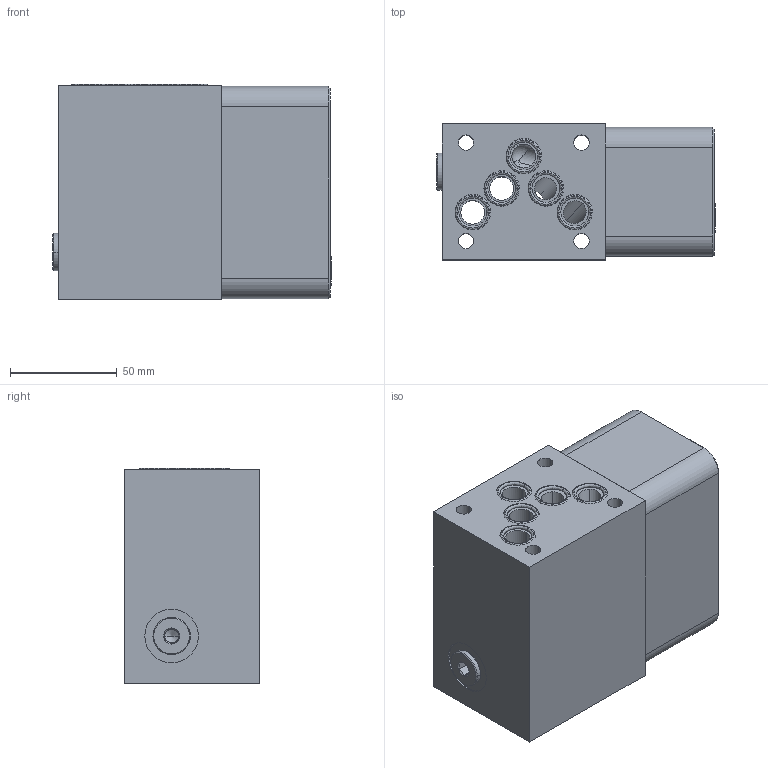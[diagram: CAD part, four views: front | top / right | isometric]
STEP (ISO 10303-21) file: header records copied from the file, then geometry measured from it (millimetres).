
FILE_DESCRIPTION((''),'2;1');
FILE_NAME('Z6E_ASM','2019-08-19T',('ProEService'),(''),'PRO/ENGINEER BY PARAMETRIC TECHNOLOGY CORPORATION, 2014200','PRO/ENGINEER BY PARAMETRIC TECHNOLOGY CORPORATION, 2014200','');
FILE_SCHEMA(('CONFIG_CONTROL_DESIGN'));
Length unit declared in the file: inch
Products named in the file (5): 152-847-002; 500-001-014; A330-006-004; A330-006-006; Z6E_ASM
Assembly tree (8 placements, depth 2):
  Z6E_ASM
    152-847-002
    500-001-014  x5
    A330-006-004
    A330-006-006
Bounding box: 130.05 x 63.5 x 100.53 mm (x, y, z)
Volume: 641673.6 mm3; surface area: 92920.7 mm2
Topology: 8 solids, 8 shells, 229 faces, 766 edges, 682 vertices
Faces by surface type: cylinder 84, cone 55, plane 54, revolution 20, torus 8, sphere 8
Entity records: 9532 total; most frequent: CARTESIAN_POINT 3234, DIRECTION 1334, ORIENTED_EDGE 1042, EDGE_CURVE 521, AXIS2_PLACEMENT_3D 457, VECTOR 416, LINE 416, VERTEX_POINT 327
